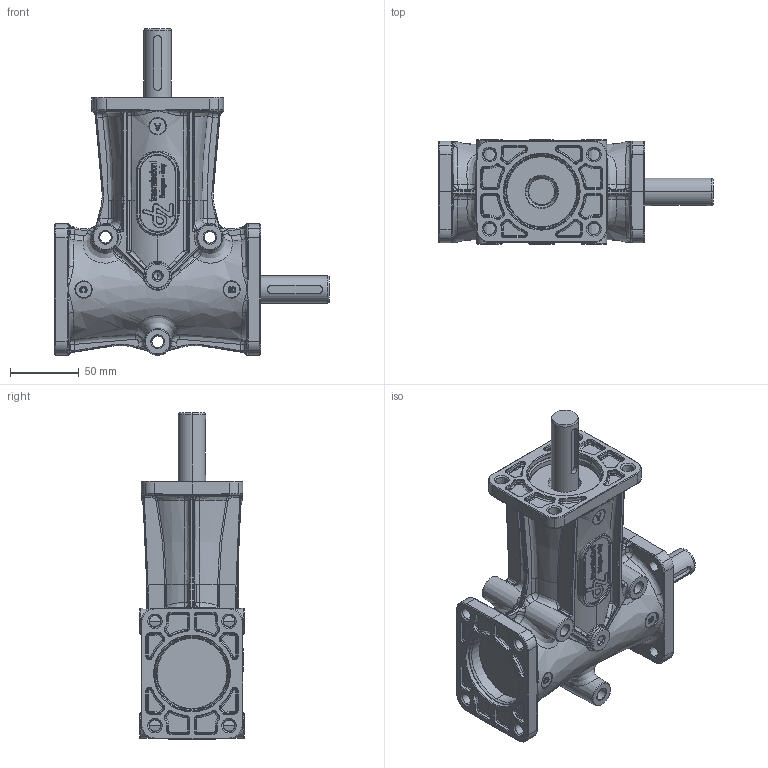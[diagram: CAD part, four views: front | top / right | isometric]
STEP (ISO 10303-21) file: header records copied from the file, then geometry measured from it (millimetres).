
FILE_DESCRIPTION(('STEP AP214'),'1');
FILE_NAME('dz_32s_-_3fab_-.stp','2017-07-04T10:23:49',('TraceParts'),('TraceParts S.A.'),'Spatial InterOp 3D',' ',' ');
FILE_SCHEMA(('automotive_design'));
Length unit declared in the file: millimetre
Products named in the file (1): dz_32s_-_3fab_-
Bounding box: 200 x 76 x 238 mm (x, y, z)
Volume: 1082494.4 mm3; surface area: 126968.8 mm2
Topology: 1 solids, 2 shells, 3447 faces, 8235 edges, 4824 vertices
Faces by surface type: bspline 1191, cylinder 1104, plane 595, cone 449, torus 80, sphere 28
Entity records: 216815 total; most frequent: CARTESIAN_POINT 114625, ORIENTED_EDGE 16342, DIRECTION 14562, EDGE_CURVE 8171, AXIS2_PLACEMENT_3D 5776, VERTEX_POINT 4823, EDGE_LOOP 3572, STYLED_ITEM 3447
